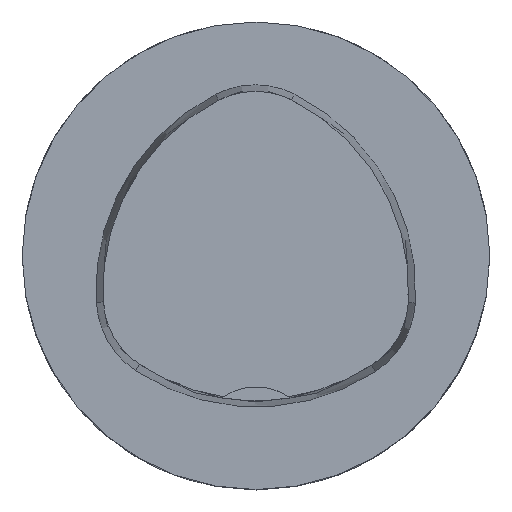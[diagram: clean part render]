
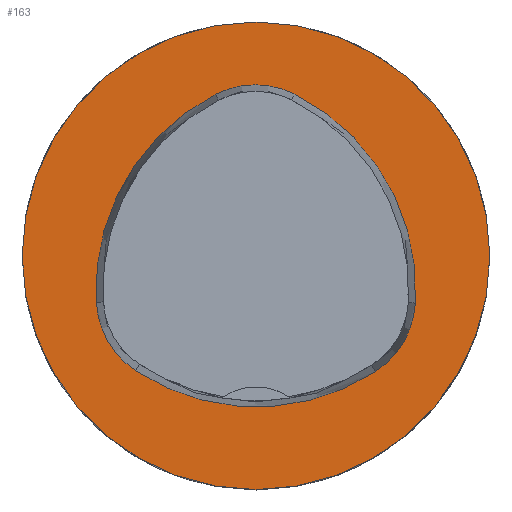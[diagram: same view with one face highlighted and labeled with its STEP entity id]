
A CAD part, top view. The second image highlights one B-rep face of the part: STEP entity #163.
In plain terms, the highlighted planar face has unit normal (0, 0, 1).
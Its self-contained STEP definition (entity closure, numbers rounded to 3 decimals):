
#59=CIRCLE('',#1282,16.);
#60=CIRCLE('',#1288,15.);
#62=CIRCLE('',#1291,6.);
#64=CIRCLE('',#1294,15.);
#66=CIRCLE('',#1297,6.);
#70=CIRCLE('',#1302,15.);
#72=CIRCLE('',#1305,6.);
#138=FACE_BOUND('',#348,.T.);
#139=FACE_BOUND('',#349,.T.);
#163=ADVANCED_FACE('',(#138,#139),#226,.T.);
#226=PLANE('',#1310);
#348=EDGE_LOOP('',(#507,#508,#509,#510,#511,#512));
#349=EDGE_LOOP('',(#513));
#507=ORIENTED_EDGE('',*,*,#933,.T.);
#508=ORIENTED_EDGE('',*,*,#913,.T.);
#509=ORIENTED_EDGE('',*,*,#917,.T.);
#510=ORIENTED_EDGE('',*,*,#920,.T.);
#511=ORIENTED_EDGE('',*,*,#923,.T.);
#512=ORIENTED_EDGE('',*,*,#931,.T.);
#513=ORIENTED_EDGE('',*,*,#904,.F.);
#790=VERTEX_POINT('',#1815);
#799=VERTEX_POINT('',#1834);
#800=VERTEX_POINT('',#1835);
#803=VERTEX_POINT('',#1843);
#805=VERTEX_POINT('',#1849);
#807=VERTEX_POINT('',#1855);
#814=VERTEX_POINT('',#1876);
#904=EDGE_CURVE('',#790,#790,#59,.T.);
#913=EDGE_CURVE('',#799,#800,#60,.T.);
#917=EDGE_CURVE('',#800,#803,#62,.T.);
#920=EDGE_CURVE('',#803,#805,#64,.T.);
#923=EDGE_CURVE('',#805,#807,#66,.T.);
#931=EDGE_CURVE('',#807,#814,#70,.T.);
#933=EDGE_CURVE('',#814,#799,#72,.T.);
#1282=AXIS2_PLACEMENT_3D('',#1814,#1429,#1430);
#1288=AXIS2_PLACEMENT_3D('',#1833,#1445,#1446);
#1291=AXIS2_PLACEMENT_3D('',#1842,#1453,#1454);
#1294=AXIS2_PLACEMENT_3D('',#1848,#1460,#1461);
#1297=AXIS2_PLACEMENT_3D('',#1854,#1467,#1468);
#1302=AXIS2_PLACEMENT_3D('',#1877,#1479,#1480);
#1305=AXIS2_PLACEMENT_3D('',#1880,#1485,#1486);
#1310=AXIS2_PLACEMENT_3D('',#1885,#1495,#1496);
#1429=DIRECTION('',(0.,0.,-1.));
#1430=DIRECTION('',(-1.,0.,0.));
#1445=DIRECTION('',(0.,0.,-1.));
#1446=DIRECTION('',(-1.,0.,0.));
#1453=DIRECTION('',(0.,0.,-1.));
#1454=DIRECTION('',(-1.,0.,0.));
#1460=DIRECTION('',(0.,0.,-1.));
#1461=DIRECTION('',(-1.,0.,0.));
#1467=DIRECTION('',(0.,0.,-1.));
#1468=DIRECTION('',(-1.,0.,0.));
#1479=DIRECTION('',(0.,0.,-1.));
#1480=DIRECTION('',(-1.,0.,0.));
#1485=DIRECTION('',(0.,0.,-1.));
#1486=DIRECTION('',(-1.,0.,0.));
#1495=DIRECTION('',(0.,0.,1.));
#1496=DIRECTION('',(-1.,0.,0.));
#1814=CARTESIAN_POINT('',(0.,0.,0.));
#1815=CARTESIAN_POINT('',(-16.,0.,0.));
#1833=CARTESIAN_POINT('',(4.048,-2.316,0.));
#1834=CARTESIAN_POINT('',(-10.926,-3.206,0.));
#1835=CARTESIAN_POINT('',(-2.774,11.043,0.));
#1842=CARTESIAN_POINT('',(-0.045,5.7,0.));
#1843=CARTESIAN_POINT('',(2.638,11.066,0.));
#1848=CARTESIAN_POINT('',(-4.07,-2.35,0.));
#1849=CARTESIAN_POINT('',(10.903,-3.249,0.));
#1854=CARTESIAN_POINT('',(4.914,-2.889,0.));
#1855=CARTESIAN_POINT('',(8.177,-7.924,0.));
#1876=CARTESIAN_POINT('',(-8.24,-7.859,0.));
#1877=CARTESIAN_POINT('',(0.019,4.663,0.));
#1880=CARTESIAN_POINT('',(-4.936,-2.85,0.));
#1885=CARTESIAN_POINT('',(0.,0.,0.));
